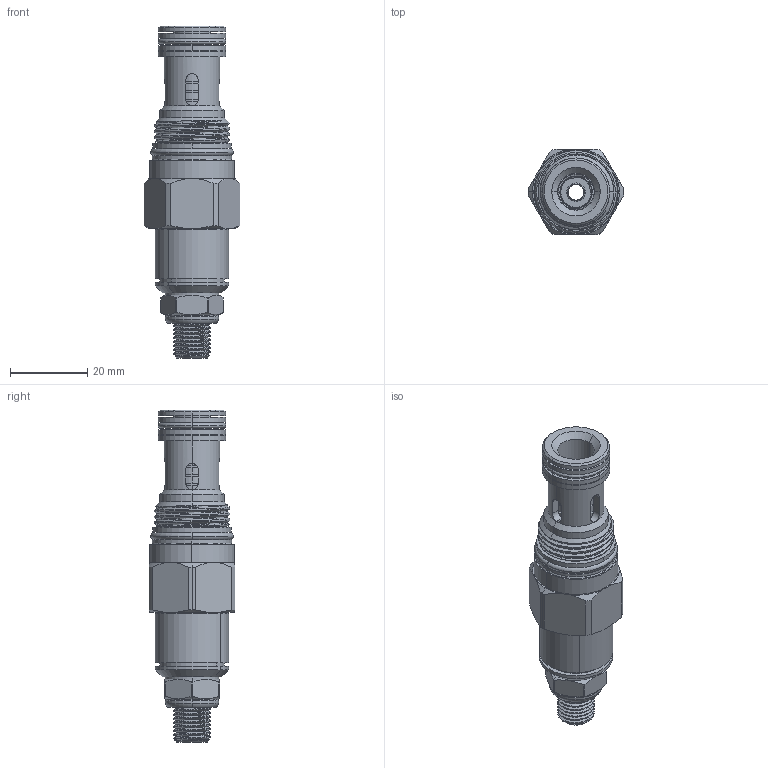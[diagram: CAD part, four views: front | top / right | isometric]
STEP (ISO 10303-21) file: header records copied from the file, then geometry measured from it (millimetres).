
FILE_DESCRIPTION (( 'STEP AP203' ), '1' );
FILE_NAME ('NV13A28-L.STEP', '2016-07-22T01:21:02', ( '' ), ( '' ), 'SwSTEP 2.0', 'SolidWorks 2012', '' );
FILE_SCHEMA (( 'CONFIG_CONTROL_DESIGN' ));
Length unit declared in the file: millimetre
Products named in the file (1): NV13A28-L
Bounding box: 24.8 x 22.22 x 85.95 mm (x, y, z)
Surface area: 8613.9 mm2 (no closed solid volume)
Topology: 0 solids, 16 shells, 238 faces, 656 edges, 431 vertices
Faces by surface type: cylinder 121, plane 55, cone 35, torus 20, bspline 7
Entity records: 14229 total; most frequent: CARTESIAN_POINT 8428, ORIENTED_EDGE 1205, DIRECTION 1165, EDGE_CURVE 656, AXIS2_PLACEMENT_3D 472, VERTEX_POINT 431, EDGE_LOOP 261, CIRCLE 240
